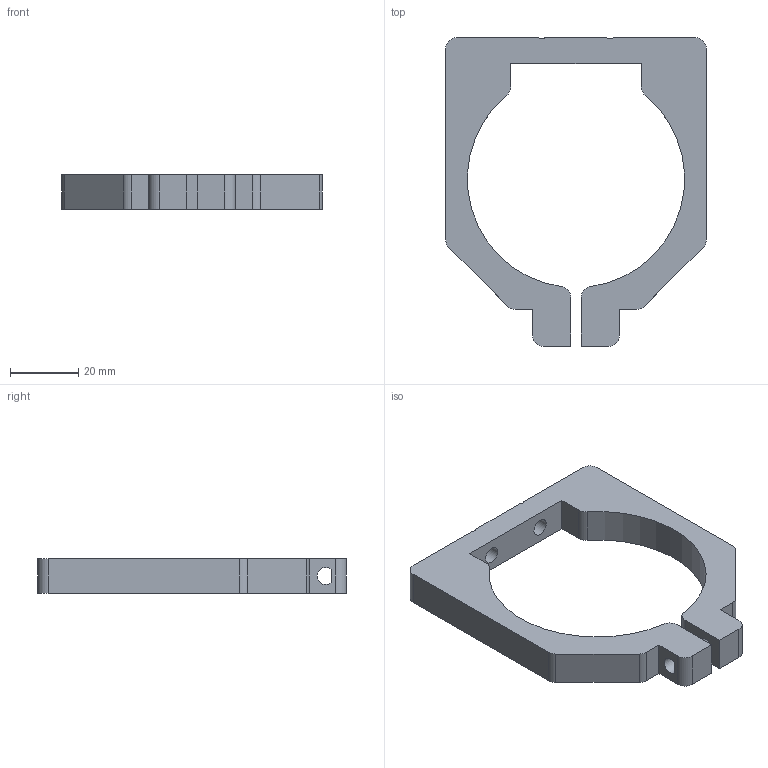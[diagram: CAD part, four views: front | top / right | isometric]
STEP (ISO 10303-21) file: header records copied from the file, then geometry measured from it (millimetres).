
FILE_DESCRIPTION((''),'2;1');
FILE_NAME('DW660_Mount.stp','2012-05-15T15:15:54',('eford'),(''),'Autodesk Inventor 2012','Autodesk Inventor 2012','');
FILE_SCHEMA(('AUTOMOTIVE_DESIGN { 1 0 10303 214 1 1 1 1 }'));
Length unit declared in the file: inch
Products named in the file (1): DW660_Mount
Bounding box: 76.2 x 90.17 x 10.16 mm (x, y, z)
Volume: 25444 mm3; surface area: 11086.6 mm2
Topology: 1 solids, 1 shells, 44 faces, 132 edges, 88 vertices
Faces by surface type: cylinder 22, plane 22
Full cylindrical faces by diameter (mm): 5 x2
Entity records: 1542 total; most frequent: CARTESIAN_POINT 295, DIRECTION 256, ORIENTED_EDGE 256, EDGE_CURVE 128, AXIS2_PLACEMENT_3D 87, VERTEX_POINT 86, VECTOR 82, LINE 82
